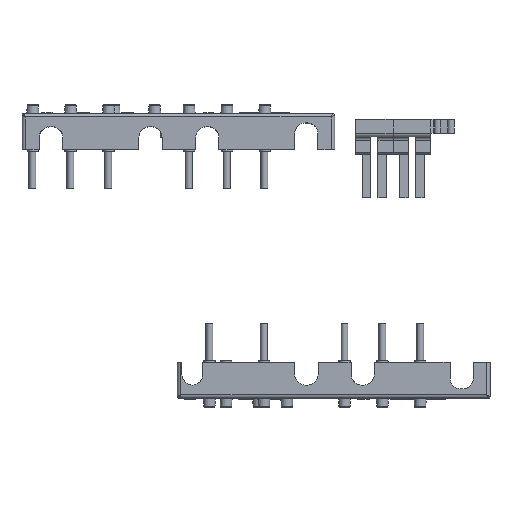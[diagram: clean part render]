
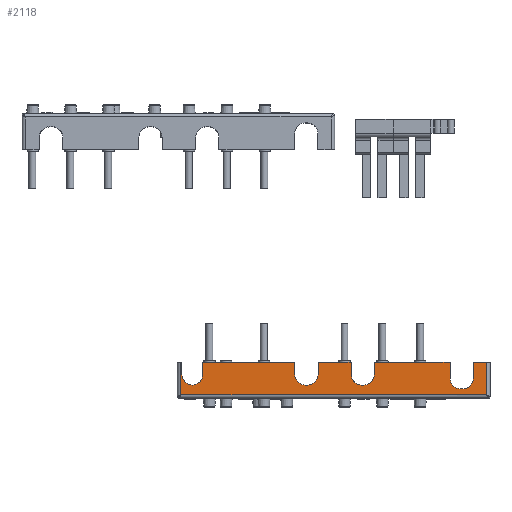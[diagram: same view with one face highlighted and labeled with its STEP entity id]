
A CAD part, top view. The second image highlights one B-rep face of the part: STEP entity #2118.
In plain terms, the highlighted planar face has unit normal (0, 0, 1).
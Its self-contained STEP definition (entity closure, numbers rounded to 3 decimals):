
#1577=CIRCLE('',#19967,3.);
#1580=CIRCLE('',#19972,3.);
#1584=CIRCLE('',#19983,3.);
#1611=CIRCLE('',#20099,3.);
#1612=CIRCLE('',#20100,3.);
#1613=CIRCLE('',#20101,3.);
#1614=CIRCLE('',#20102,3.);
#2118=ADVANCED_FACE('',(#3709),#3021,.T.);
#3021=PLANE('',#20103);
#3709=FACE_OUTER_BOUND('',#4754,.T.);
#4754=EDGE_LOOP('',(#7189,#7190,#7191,#7192,#7193,#7194,#7195,#7196,#7197,
#7198,#7199,#7200,#7201,#7202,#7203,#7204,#7205,#7206,#7207,#7208,#7209,
#7210,#7211,#7212,#7213,#7214));
#7189=ORIENTED_EDGE('',*,*,#13942,.T.);
#7190=ORIENTED_EDGE('',*,*,#13943,.T.);
#7191=ORIENTED_EDGE('',*,*,#13944,.T.);
#7192=ORIENTED_EDGE('',*,*,#13945,.T.);
#7193=ORIENTED_EDGE('',*,*,#13946,.T.);
#7194=ORIENTED_EDGE('',*,*,#13940,.F.);
#7195=ORIENTED_EDGE('',*,*,#13947,.T.);
#7196=ORIENTED_EDGE('',*,*,#13948,.T.);
#7197=ORIENTED_EDGE('',*,*,#13208,.T.);
#7198=ORIENTED_EDGE('',*,*,#13949,.T.);
#7199=ORIENTED_EDGE('',*,*,#13950,.T.);
#7200=ORIENTED_EDGE('',*,*,#13923,.T.);
#7201=ORIENTED_EDGE('',*,*,#13951,.T.);
#7202=ORIENTED_EDGE('',*,*,#13826,.T.);
#7203=ORIENTED_EDGE('',*,*,#13824,.T.);
#7204=ORIENTED_EDGE('',*,*,#13925,.T.);
#7205=ORIENTED_EDGE('',*,*,#13909,.F.);
#7206=ORIENTED_EDGE('',*,*,#13473,.F.);
#7207=ORIENTED_EDGE('',*,*,#13952,.F.);
#7208=ORIENTED_EDGE('',*,*,#13915,.F.);
#7209=ORIENTED_EDGE('',*,*,#13912,.T.);
#7210=ORIENTED_EDGE('',*,*,#13802,.T.);
#7211=ORIENTED_EDGE('',*,*,#13796,.T.);
#7212=ORIENTED_EDGE('',*,*,#13793,.T.);
#7213=ORIENTED_EDGE('',*,*,#13953,.T.);
#7214=ORIENTED_EDGE('',*,*,#13954,.F.);
#11249=VERTEX_POINT('',#26701);
#11250=VERTEX_POINT('',#26703);
#11442=VERTEX_POINT('',#27271);
#11444=VERTEX_POINT('',#27280);
#11722=VERTEX_POINT('',#28119);
#11723=VERTEX_POINT('',#28121);
#11724=VERTEX_POINT('',#28126);
#11728=VERTEX_POINT('',#28137);
#11742=VERTEX_POINT('',#28177);
#11743=VERTEX_POINT('',#28179);
#11744=VERTEX_POINT('',#28183);
#11790=VERTEX_POINT('',#28573);
#11792=VERTEX_POINT('',#28579);
#11794=VERTEX_POINT('',#28585);
#11800=VERTEX_POINT('',#28600);
#11801=VERTEX_POINT('',#28602);
#11809=VERTEX_POINT('',#28635);
#11810=VERTEX_POINT('',#28637);
#11811=VERTEX_POINT('',#28641);
#11812=VERTEX_POINT('',#28642);
#11813=VERTEX_POINT('',#28644);
#11814=VERTEX_POINT('',#28646);
#11815=VERTEX_POINT('',#28648);
#11816=VERTEX_POINT('',#28651);
#11817=VERTEX_POINT('',#28654);
#11818=VERTEX_POINT('',#28659);
#13208=EDGE_CURVE('',#11250,#11249,#15949,.T.);
#13473=EDGE_CURVE('',#11444,#11442,#16116,.T.);
#13793=EDGE_CURVE('',#11723,#11722,#1577,.T.);
#13796=EDGE_CURVE('',#11724,#11723,#16291,.T.);
#13802=EDGE_CURVE('',#11728,#11724,#1580,.T.);
#13824=EDGE_CURVE('',#11743,#11742,#16313,.T.);
#13826=EDGE_CURVE('',#11744,#11743,#1584,.T.);
#13909=EDGE_CURVE('',#11442,#11790,#16355,.T.);
#13912=EDGE_CURVE('',#11792,#11728,#16357,.T.);
#13915=EDGE_CURVE('',#11792,#11794,#16360,.T.);
#13923=EDGE_CURVE('',#11801,#11800,#16367,.T.);
#13925=EDGE_CURVE('',#11742,#11790,#16369,.T.);
#13940=EDGE_CURVE('',#11809,#11810,#16382,.T.);
#13942=EDGE_CURVE('',#11811,#11812,#16384,.T.);
#13943=EDGE_CURVE('',#11812,#11813,#1611,.T.);
#13944=EDGE_CURVE('',#11813,#11814,#16385,.T.);
#13945=EDGE_CURVE('',#11814,#11815,#1612,.T.);
#13946=EDGE_CURVE('',#11815,#11810,#16386,.T.);
#13947=EDGE_CURVE('',#11809,#11816,#16387,.T.);
#13948=EDGE_CURVE('',#11816,#11250,#1613,.T.);
#13949=EDGE_CURVE('',#11249,#11817,#1614,.T.);
#13950=EDGE_CURVE('',#11817,#11801,#16388,.T.);
#13951=EDGE_CURVE('',#11800,#11744,#16389,.T.);
#13952=EDGE_CURVE('',#11794,#11444,#16390,.T.);
#13953=EDGE_CURVE('',#11722,#11818,#16391,.T.);
#13954=EDGE_CURVE('',#11811,#11818,#16392,.T.);
#15949=LINE('',#26702,#17829);
#16116=LINE('',#27281,#17996);
#16291=LINE('',#28125,#18171);
#16313=LINE('',#28178,#18193);
#16355=LINE('',#28572,#18235);
#16357=LINE('',#28578,#18237);
#16360=LINE('',#28584,#18240);
#16367=LINE('',#28601,#18247);
#16369=LINE('',#28605,#18249);
#16382=LINE('',#28636,#18262);
#16384=LINE('',#28640,#18264);
#16385=LINE('',#28645,#18265);
#16386=LINE('',#28649,#18266);
#16387=LINE('',#28650,#18267);
#16388=LINE('',#28655,#18268);
#16389=LINE('',#28656,#18269);
#16390=LINE('',#28657,#18270);
#16391=LINE('',#28658,#18271);
#16392=LINE('',#28660,#18272);
#17829=VECTOR('',#21552,1.);
#17996=VECTOR('',#22067,1.);
#18171=VECTOR('',#22526,1.);
#18193=VECTOR('',#22572,1.);
#18235=VECTOR('',#22812,1.);
#18237=VECTOR('',#22818,1.);
#18240=VECTOR('',#22823,1.);
#18247=VECTOR('',#22836,1.);
#18249=VECTOR('',#22840,1.);
#18262=VECTOR('',#22873,1.);
#18264=VECTOR('',#22877,1.);
#18265=VECTOR('',#22880,1.);
#18266=VECTOR('',#22883,1.);
#18267=VECTOR('',#22884,1.);
#18268=VECTOR('',#22889,1.);
#18269=VECTOR('',#22890,1.);
#18270=VECTOR('',#22891,1.);
#18271=VECTOR('',#22892,1.);
#18272=VECTOR('',#22893,1.);
#19967=AXIS2_PLACEMENT_3D('',#28120,#22519,#22520);
#19972=AXIS2_PLACEMENT_3D('',#28136,#22535,#22536);
#19983=AXIS2_PLACEMENT_3D('',#28182,#22576,#22577);
#20099=AXIS2_PLACEMENT_3D('',#28643,#22878,#22879);
#20100=AXIS2_PLACEMENT_3D('',#28647,#22881,#22882);
#20101=AXIS2_PLACEMENT_3D('',#28652,#22885,#22886);
#20102=AXIS2_PLACEMENT_3D('',#28653,#22887,#22888);
#20103=AXIS2_PLACEMENT_3D('',#28661,#22894,#22895);
#21552=DIRECTION('',(-1.,0.,0.));
#22067=DIRECTION('',(-1.,0.,0.));
#22519=DIRECTION('',(0.,0.,-1.));
#22520=DIRECTION('',(-1.,0.,0.));
#22526=DIRECTION('',(-1.,0.,0.));
#22535=DIRECTION('',(0.,0.,-1.));
#22536=DIRECTION('',(0.,-1.,0.));
#22572=DIRECTION('',(0.,1.,0.));
#22576=DIRECTION('',(0.,0.,-1.));
#22577=DIRECTION('',(0.,-1.,0.));
#22812=DIRECTION('',(0.,1.,0.));
#22818=DIRECTION('',(0.,-1.,0.));
#22823=DIRECTION('',(1.,0.,0.));
#22836=DIRECTION('',(-1.,0.,0.));
#22840=DIRECTION('',(-1.,0.,0.));
#22873=DIRECTION('',(1.,0.,0.));
#22877=DIRECTION('',(0.,-1.,0.));
#22878=DIRECTION('',(0.,0.,-1.));
#22879=DIRECTION('',(0.,-1.,0.));
#22880=DIRECTION('',(-1.,0.,0.));
#22881=DIRECTION('',(0.,0.,-1.));
#22882=DIRECTION('',(-1.,0.,0.));
#22883=DIRECTION('',(0.,1.,0.));
#22884=DIRECTION('',(0.,-1.,0.));
#22885=DIRECTION('',(0.,0.,-1.));
#22886=DIRECTION('',(0.,1.,0.));
#22887=DIRECTION('',(0.,0.,-1.));
#22888=DIRECTION('',(1.,0.,0.));
#22889=DIRECTION('',(0.,1.,0.));
#22890=DIRECTION('',(0.,-1.,0.));
#22891=DIRECTION('',(0.,-1.,0.));
#22892=DIRECTION('',(0.,1.,0.));
#22893=DIRECTION('',(1.,0.,0.));
#22894=DIRECTION('',(0.,0.,1.));
#22895=DIRECTION('',(0.,1.,0.));
#26701=CARTESIAN_POINT('',(77.74,-43.214,114.648));
#26702=CARTESIAN_POINT('',(59.34,-43.214,114.648));
#26703=CARTESIAN_POINT('',(78.44,-43.214,114.648));
#27271=CARTESIAN_POINT('',(41.94,-46.014,114.648));
#27280=CARTESIAN_POINT('',(129.94,-46.014,114.648));
#27281=CARTESIAN_POINT('',(63.44,-46.014,114.648));
#28119=CARTESIAN_POINT('',(119.44,-41.314,114.648));
#28120=CARTESIAN_POINT('',(122.44,-41.314,114.648));
#28121=CARTESIAN_POINT('',(122.44,-44.314,114.648));
#28125=CARTESIAN_POINT('',(81.69,-44.314,114.648));
#28126=CARTESIAN_POINT('',(123.14,-44.314,114.648));
#28136=CARTESIAN_POINT('',(123.14,-41.314,114.648));
#28137=CARTESIAN_POINT('',(126.14,-41.314,114.648));
#28177=CARTESIAN_POINT('',(42.24,-36.614,114.648));
#28178=CARTESIAN_POINT('',(42.24,-38.364,114.648));
#28179=CARTESIAN_POINT('',(42.24,-40.214,114.648));
#28182=CARTESIAN_POINT('',(45.24,-40.214,114.648));
#28183=CARTESIAN_POINT('',(48.24,-40.214,114.648));
#28572=CARTESIAN_POINT('',(41.94,-40.114,114.648));
#28573=CARTESIAN_POINT('',(41.94,-36.614,114.648));
#28578=CARTESIAN_POINT('',(126.14,-40.714,114.648));
#28579=CARTESIAN_POINT('',(126.14,-36.614,114.648));
#28584=CARTESIAN_POINT('',(81.44,-36.614,114.648));
#28585=CARTESIAN_POINT('',(129.94,-36.614,114.648));
#28600=CARTESIAN_POINT('',(48.24,-36.614,114.648));
#28601=CARTESIAN_POINT('',(74.74,-36.614,114.648));
#28602=CARTESIAN_POINT('',(74.74,-36.614,114.648));
#28605=CARTESIAN_POINT('',(74.74,-36.614,114.648));
#28635=CARTESIAN_POINT('',(81.44,-36.614,114.648));
#28636=CARTESIAN_POINT('',(81.44,-36.614,114.648));
#28637=CARTESIAN_POINT('',(90.94,-36.614,114.648));
#28640=CARTESIAN_POINT('',(97.64,-40.164,114.648));
#28641=CARTESIAN_POINT('',(97.64,-36.614,114.648));
#28642=CARTESIAN_POINT('',(97.64,-40.214,114.648));
#28643=CARTESIAN_POINT('',(94.64,-40.214,114.648));
#28644=CARTESIAN_POINT('',(94.64,-43.214,114.648));
#28645=CARTESIAN_POINT('',(67.44,-43.214,114.648));
#28646=CARTESIAN_POINT('',(93.94,-43.214,114.648));
#28647=CARTESIAN_POINT('',(93.94,-40.214,114.648));
#28648=CARTESIAN_POINT('',(90.94,-40.214,114.648));
#28649=CARTESIAN_POINT('',(90.94,-38.364,114.648));
#28650=CARTESIAN_POINT('',(81.44,-40.164,114.648));
#28651=CARTESIAN_POINT('',(81.44,-40.214,114.648));
#28652=CARTESIAN_POINT('',(78.44,-40.214,114.648));
#28653=CARTESIAN_POINT('',(77.74,-40.214,114.648));
#28654=CARTESIAN_POINT('',(74.74,-40.214,114.648));
#28655=CARTESIAN_POINT('',(74.74,-37.114,114.648));
#28656=CARTESIAN_POINT('',(48.24,-40.164,114.648));
#28657=CARTESIAN_POINT('',(129.94,-40.114,114.648));
#28658=CARTESIAN_POINT('',(119.44,-38.364,114.648));
#28659=CARTESIAN_POINT('',(119.44,-36.614,114.648));
#28660=CARTESIAN_POINT('',(81.44,-36.614,114.648));
#28661=CARTESIAN_POINT('',(40.94,-40.114,114.648));
